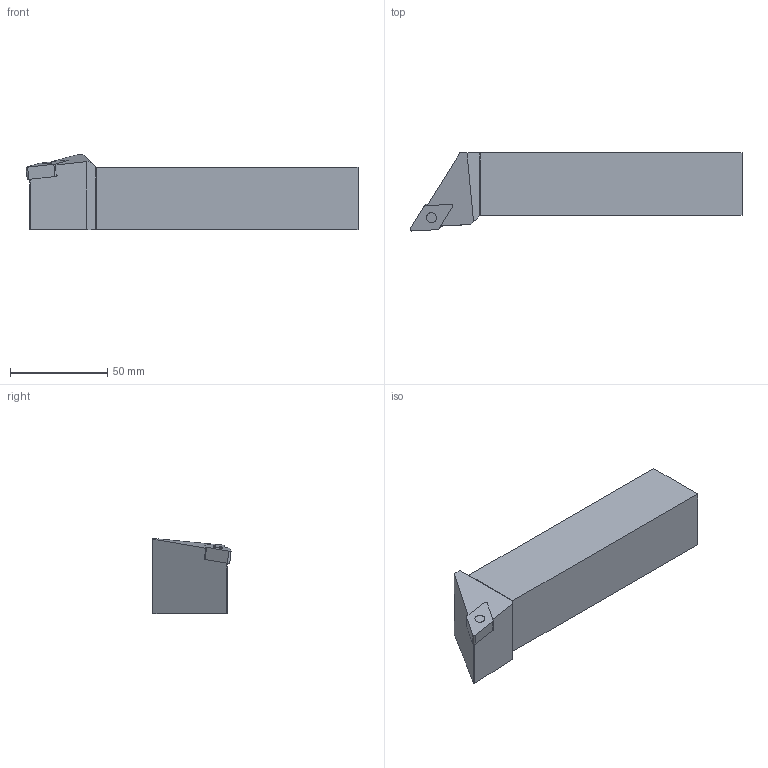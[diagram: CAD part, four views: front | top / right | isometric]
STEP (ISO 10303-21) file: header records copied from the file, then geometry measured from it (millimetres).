
FILE_DESCRIPTION(/* description */ (''),/* implementation_level */ '2;1');
FILE_NAME(/* name */ 'PDJNR3232P15_SIM.stp',/* time_stamp */ '2021-10-19T14:59:47+02:00',/* author */ (''),/* organization */ (''),/* preprocessor_version */ 'ST-DEVELOPER v16.7',/* originating_system */ 'SIEMENS PLM Software NX 12.0',/* authorisation */ '');
FILE_SCHEMA (('AUTOMOTIVE_DESIGN { 1 0 10303 214 3 1 1 1 }'));
Length unit declared in the file: millimetre
Products named in the file (1): model1
Bounding box: 170.74 x 40.15 x 38.63 mm (x, y, z)
Volume: 167601.5 mm3; surface area: 23950 mm2
Topology: 2 solids, 2 shells, 24 faces, 58 edges, 38 vertices
Faces by surface type: plane 17, cylinder 7
Full cylindrical faces by diameter (mm): 5.16 x1
Entity records: 728 total; most frequent: DIRECTION 120, CARTESIAN_POINT 120, ORIENTED_EDGE 114, EDGE_CURVE 57, LINE 44, VECTOR 44, VERTEX_POINT 38, AXIS2_PLACEMENT_3D 38
